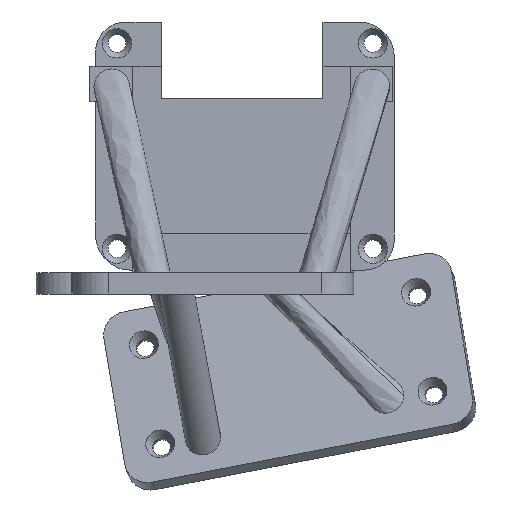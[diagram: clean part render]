
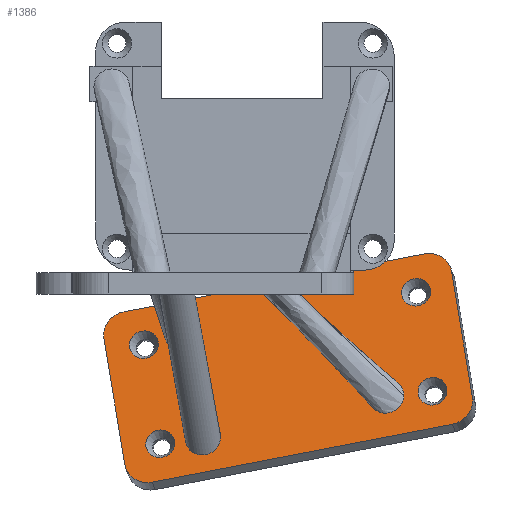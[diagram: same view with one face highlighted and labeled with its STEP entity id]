
A CAD part, left-side view. The second image highlights one B-rep face of the part: STEP entity #1386.
In plain terms, the highlighted face is planar.
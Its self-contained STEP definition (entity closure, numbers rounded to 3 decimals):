
#1386 = ADVANCED_FACE('',(#1387,#1398,#1468,#1479,#1490),#1501,.F.);
#1387 = FACE_BOUND('',#1388,.F.);
#1388 = EDGE_LOOP('',(#1389));
#1389 = ORIENTED_EDGE('',*,*,#1390,.T.);
#1390 = EDGE_CURVE('',#1391,#1391,#1393,.T.);
#1391 = VERTEX_POINT('',#1392);
#1392 = CARTESIAN_POINT('',(5.05,42.,0.));
#1393 = CIRCLE('',#1394,2.05);
#1394 = AXIS2_PLACEMENT_3D('',#1395,#1396,#1397);
#1395 = CARTESIAN_POINT('',(3.,42.,0.));
#1396 = DIRECTION('',(0.,0.,-1.));
#1397 = DIRECTION('',(1.,0.,0.));
#1398 = FACE_BOUND('',#1399,.F.);
#1399 = EDGE_LOOP('',(#1400,#1410,#1419,#1427,#1436,#1444,#1453,#1461));
#1400 = ORIENTED_EDGE('',*,*,#1401,.F.);
#1401 = EDGE_CURVE('',#1402,#1404,#1406,.T.);
#1402 = VERTEX_POINT('',#1403);
#1403 = CARTESIAN_POINT('',(23.4,44.,0.));
#1404 = VERTEX_POINT('',#1405);
#1405 = CARTESIAN_POINT('',(23.4,1.,0.));
#1406 = LINE('',#1407,#1408);
#1407 = CARTESIAN_POINT('',(23.4,44.,0.));
#1408 = VECTOR('',#1409,1.);
#1409 = DIRECTION('',(0.,-1.,0.));
#1410 = ORIENTED_EDGE('',*,*,#1411,.T.);
#1411 = EDGE_CURVE('',#1402,#1412,#1414,.T.);
#1412 = VERTEX_POINT('',#1413);
#1413 = CARTESIAN_POINT('',(20.,47.4,0.));
#1414 = CIRCLE('',#1415,3.4);
#1415 = AXIS2_PLACEMENT_3D('',#1416,#1417,#1418);
#1416 = CARTESIAN_POINT('',(20.,44.,0.));
#1417 = DIRECTION('',(0.,0.,1.));
#1418 = DIRECTION('',(-1.,0.,0.));
#1419 = ORIENTED_EDGE('',*,*,#1420,.F.);
#1420 = EDGE_CURVE('',#1421,#1412,#1423,.T.);
#1421 = VERTEX_POINT('',#1422);
#1422 = CARTESIAN_POINT('',(1.,47.4,0.));
#1423 = LINE('',#1424,#1425);
#1424 = CARTESIAN_POINT('',(1.,47.4,0.));
#1425 = VECTOR('',#1426,1.);
#1426 = DIRECTION('',(1.,0.,0.));
#1427 = ORIENTED_EDGE('',*,*,#1428,.T.);
#1428 = EDGE_CURVE('',#1421,#1429,#1431,.T.);
#1429 = VERTEX_POINT('',#1430);
#1430 = CARTESIAN_POINT('',(-2.4,44.,0.));
#1431 = CIRCLE('',#1432,3.4);
#1432 = AXIS2_PLACEMENT_3D('',#1433,#1434,#1435);
#1433 = CARTESIAN_POINT('',(1.,44.,0.));
#1434 = DIRECTION('',(0.,0.,1.));
#1435 = DIRECTION('',(-1.,0.,0.));
#1436 = ORIENTED_EDGE('',*,*,#1437,.F.);
#1437 = EDGE_CURVE('',#1438,#1429,#1440,.T.);
#1438 = VERTEX_POINT('',#1439);
#1439 = CARTESIAN_POINT('',(-2.4,1.,0.));
#1440 = LINE('',#1441,#1442);
#1441 = CARTESIAN_POINT('',(-2.4,1.,0.));
#1442 = VECTOR('',#1443,1.);
#1443 = DIRECTION('',(0.,1.,0.));
#1444 = ORIENTED_EDGE('',*,*,#1445,.T.);
#1445 = EDGE_CURVE('',#1438,#1446,#1448,.T.);
#1446 = VERTEX_POINT('',#1447);
#1447 = CARTESIAN_POINT('',(1.,-2.4,0.));
#1448 = CIRCLE('',#1449,3.4);
#1449 = AXIS2_PLACEMENT_3D('',#1450,#1451,#1452);
#1450 = CARTESIAN_POINT('',(1.,1.,0.));
#1451 = DIRECTION('',(0.,0.,1.));
#1452 = DIRECTION('',(-1.,0.,0.));
#1453 = ORIENTED_EDGE('',*,*,#1454,.F.);
#1454 = EDGE_CURVE('',#1455,#1446,#1457,.T.);
#1455 = VERTEX_POINT('',#1456);
#1456 = CARTESIAN_POINT('',(20.,-2.4,0.));
#1457 = LINE('',#1458,#1459);
#1458 = CARTESIAN_POINT('',(20.,-2.4,0.));
#1459 = VECTOR('',#1460,1.);
#1460 = DIRECTION('',(-1.,0.,0.));
#1461 = ORIENTED_EDGE('',*,*,#1462,.T.);
#1462 = EDGE_CURVE('',#1455,#1404,#1463,.T.);
#1463 = CIRCLE('',#1464,3.4);
#1464 = AXIS2_PLACEMENT_3D('',#1465,#1466,#1467);
#1465 = CARTESIAN_POINT('',(20.,1.,0.));
#1466 = DIRECTION('',(0.,0.,1.));
#1467 = DIRECTION('',(-1.,0.,0.));
#1468 = FACE_BOUND('',#1469,.F.);
#1469 = EDGE_LOOP('',(#1470));
#1470 = ORIENTED_EDGE('',*,*,#1471,.T.);
#1471 = EDGE_CURVE('',#1472,#1472,#1474,.T.);
#1472 = VERTEX_POINT('',#1473);
#1473 = CARTESIAN_POINT('',(20.05,42.,0.));
#1474 = CIRCLE('',#1475,2.05);
#1475 = AXIS2_PLACEMENT_3D('',#1476,#1477,#1478);
#1476 = CARTESIAN_POINT('',(18.,42.,0.));
#1477 = DIRECTION('',(0.,0.,-1.));
#1478 = DIRECTION('',(1.,0.,0.));
#1479 = FACE_BOUND('',#1480,.F.);
#1480 = EDGE_LOOP('',(#1481));
#1481 = ORIENTED_EDGE('',*,*,#1482,.T.);
#1482 = EDGE_CURVE('',#1483,#1483,#1485,.T.);
#1483 = VERTEX_POINT('',#1484);
#1484 = CARTESIAN_POINT('',(5.05,3.,0.));
#1485 = CIRCLE('',#1486,2.05);
#1486 = AXIS2_PLACEMENT_3D('',#1487,#1488,#1489);
#1487 = CARTESIAN_POINT('',(3.,3.,0.));
#1488 = DIRECTION('',(0.,0.,-1.));
#1489 = DIRECTION('',(1.,0.,0.));
#1490 = FACE_BOUND('',#1491,.F.);
#1491 = EDGE_LOOP('',(#1492));
#1492 = ORIENTED_EDGE('',*,*,#1493,.T.);
#1493 = EDGE_CURVE('',#1494,#1494,#1496,.T.);
#1494 = VERTEX_POINT('',#1495);
#1495 = CARTESIAN_POINT('',(20.05,3.,0.));
#1496 = CIRCLE('',#1497,2.05);
#1497 = AXIS2_PLACEMENT_3D('',#1498,#1499,#1500);
#1498 = CARTESIAN_POINT('',(18.,3.,0.));
#1499 = DIRECTION('',(0.,0.,-1.));
#1500 = DIRECTION('',(1.,0.,0.));
#1501 = PLANE('',#1502);
#1502 = AXIS2_PLACEMENT_3D('',#1503,#1504,#1505);
#1503 = CARTESIAN_POINT('',(10.5,22.5,0.));
#1504 = DIRECTION('',(0.,0.,1.));
#1505 = DIRECTION('',(1.,0.,0.));
